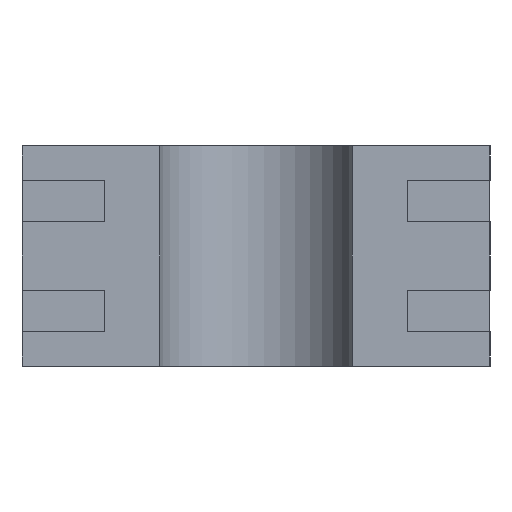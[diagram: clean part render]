
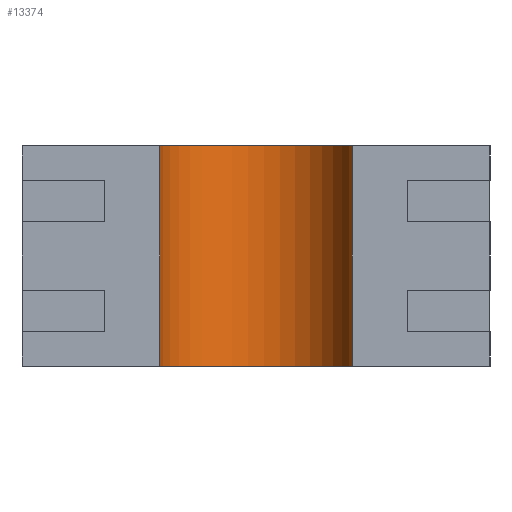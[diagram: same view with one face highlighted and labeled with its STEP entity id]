
A CAD part, left-side view. The second image highlights one B-rep face of the part: STEP entity #13374.
In plain terms, the highlighted cylindrical face has radius 0.354 mm (diameter 0.708 mm), a partial arc.
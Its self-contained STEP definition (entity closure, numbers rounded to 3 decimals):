
#6906 = PLANE('',#6907);
#6907 = AXIS2_PLACEMENT_3D('',#6908,#6909,#6910);
#6908 = CARTESIAN_POINT('',(0.,0.,0.01));
#6909 = DIRECTION('',(-0.,-0.,-1.));
#6910 = DIRECTION('',(-1.,0.,0.));
#6934 = PLANE('',#6935);
#6935 = AXIS2_PLACEMENT_3D('',#6936,#6937,#6938);
#6936 = CARTESIAN_POINT('',(-1.7,0.85,0.01));
#6937 = DIRECTION('',(1.,0.,0.));
#6938 = DIRECTION('',(0.,-1.,0.));
#7167 = PLANE('',#7168);
#7168 = AXIS2_PLACEMENT_3D('',#7169,#7170,#7171);
#7169 = CARTESIAN_POINT('',(-1.7,-0.85,0.01));
#7170 = DIRECTION('',(-1.,0.,0.));
#7171 = DIRECTION('',(0.,1.,0.));
#9711 = PLANE('',#9712);
#9712 = AXIS2_PLACEMENT_3D('',#9713,#9714,#9715);
#9713 = CARTESIAN_POINT('',(0.,0.,0.81));
#9714 = DIRECTION('',(-0.,-0.,-1.));
#9715 = DIRECTION('',(-1.,0.,0.));
#10318 = VERTEX_POINT('',#10319);
#10319 = CARTESIAN_POINT('',(-1.7,-0.35,0.01));
#10340 = EDGE_CURVE('',#10318,#10341,#10343,.T.);
#10341 = VERTEX_POINT('',#10342);
#10342 = CARTESIAN_POINT('',(-1.7,0.35,0.01));
#10343 = SURFACE_CURVE('',#10344,(#10349,#10360),.PCURVE_S1.);
#10344 = CIRCLE('',#10345,0.354);
#10345 = AXIS2_PLACEMENT_3D('',#10346,#10347,#10348);
#10346 = CARTESIAN_POINT('',(-1.754,0.,0.01));
#10347 = DIRECTION('',(0.,0.,1.));
#10348 = DIRECTION('',(1.,0.,0.));
#10349 = PCURVE('',#6906,#10350);
#10350 = DEFINITIONAL_REPRESENTATION('',(#10351),#10359);
#10351 = ( BOUNDED_CURVE() B_SPLINE_CURVE(2,(#10352,#10353,#10354,#10355
    ,#10356,#10357,#10358),.UNSPECIFIED.,.T.,.F.) 
B_SPLINE_CURVE_WITH_KNOTS((1,2,2,2,2,1),(-2.094,0.,
    2.094,4.189,6.283,8.378),
.UNSPECIFIED.) CURVE() GEOMETRIC_REPRESENTATION_ITEM() 
RATIONAL_B_SPLINE_CURVE((1.,0.5,1.,0.5,1.,0.5,1.)) REPRESENTATION_ITEM(
  '') );
#10352 = CARTESIAN_POINT('',(1.4,0.));
#10353 = CARTESIAN_POINT('',(1.4,0.613));
#10354 = CARTESIAN_POINT('',(1.931,0.307));
#10355 = CARTESIAN_POINT('',(2.463,0.));
#10356 = CARTESIAN_POINT('',(1.931,-0.307));
#10357 = CARTESIAN_POINT('',(1.4,-0.613));
#10358 = CARTESIAN_POINT('',(1.4,0.));
#10359 = ( GEOMETRIC_REPRESENTATION_CONTEXT(2) 
PARAMETRIC_REPRESENTATION_CONTEXT() REPRESENTATION_CONTEXT('2D SPACE',''
  ) );
#10360 = PCURVE('',#10361,#10366);
#10361 = CYLINDRICAL_SURFACE('',#10362,0.354);
#10362 = AXIS2_PLACEMENT_3D('',#10363,#10364,#10365);
#10363 = CARTESIAN_POINT('',(-1.754,0.,0.01));
#10364 = DIRECTION('',(-0.,-0.,-1.));
#10365 = DIRECTION('',(1.,0.,0.));
#10366 = DEFINITIONAL_REPRESENTATION('',(#10367),#10371);
#10367 = LINE('',#10368,#10369);
#10368 = CARTESIAN_POINT('',(6.283,0.));
#10369 = VECTOR('',#10370,1.);
#10370 = DIRECTION('',(-1.,0.));
#10371 = ( GEOMETRIC_REPRESENTATION_CONTEXT(2) 
PARAMETRIC_REPRESENTATION_CONTEXT() REPRESENTATION_CONTEXT('2D SPACE',''
  ) );
#10676 = VERTEX_POINT('',#10677);
#10677 = CARTESIAN_POINT('',(-1.7,0.35,0.81));
#10698 = EDGE_CURVE('',#10341,#10676,#10699,.T.);
#10699 = SURFACE_CURVE('',#10700,(#10704,#10711),.PCURVE_S1.);
#10700 = LINE('',#10701,#10702);
#10701 = CARTESIAN_POINT('',(-1.7,0.35,0.01));
#10702 = VECTOR('',#10703,1.);
#10703 = DIRECTION('',(0.,0.,1.));
#10704 = PCURVE('',#6934,#10705);
#10705 = DEFINITIONAL_REPRESENTATION('',(#10706),#10710);
#10706 = LINE('',#10707,#10708);
#10707 = CARTESIAN_POINT('',(0.5,0.));
#10708 = VECTOR('',#10709,1.);
#10709 = DIRECTION('',(0.,-1.));
#10710 = ( GEOMETRIC_REPRESENTATION_CONTEXT(2) 
PARAMETRIC_REPRESENTATION_CONTEXT() REPRESENTATION_CONTEXT('2D SPACE',''
  ) );
#10711 = PCURVE('',#10361,#10712);
#10712 = DEFINITIONAL_REPRESENTATION('',(#10713),#10717);
#10713 = LINE('',#10714,#10715);
#10714 = CARTESIAN_POINT('',(-1.417,0.));
#10715 = VECTOR('',#10716,1.);
#10716 = DIRECTION('',(-0.,-1.));
#10717 = ( GEOMETRIC_REPRESENTATION_CONTEXT(2) 
PARAMETRIC_REPRESENTATION_CONTEXT() REPRESENTATION_CONTEXT('2D SPACE',''
  ) );
#10764 = VERTEX_POINT('',#10765);
#10765 = CARTESIAN_POINT('',(-1.7,-0.35,0.81));
#10786 = EDGE_CURVE('',#10318,#10764,#10787,.T.);
#10787 = SURFACE_CURVE('',#10788,(#10792,#10799),.PCURVE_S1.);
#10788 = LINE('',#10789,#10790);
#10789 = CARTESIAN_POINT('',(-1.7,-0.35,0.01));
#10790 = VECTOR('',#10791,1.);
#10791 = DIRECTION('',(0.,0.,1.));
#10792 = PCURVE('',#7167,#10793);
#10793 = DEFINITIONAL_REPRESENTATION('',(#10794),#10798);
#10794 = LINE('',#10795,#10796);
#10795 = CARTESIAN_POINT('',(0.5,0.));
#10796 = VECTOR('',#10797,1.);
#10797 = DIRECTION('',(0.,-1.));
#10798 = ( GEOMETRIC_REPRESENTATION_CONTEXT(2) 
PARAMETRIC_REPRESENTATION_CONTEXT() REPRESENTATION_CONTEXT('2D SPACE',''
  ) );
#10799 = PCURVE('',#10361,#10800);
#10800 = DEFINITIONAL_REPRESENTATION('',(#10801),#10805);
#10801 = LINE('',#10802,#10803);
#10802 = CARTESIAN_POINT('',(1.417,0.));
#10803 = VECTOR('',#10804,1.);
#10804 = DIRECTION('',(-0.,-1.));
#10805 = ( GEOMETRIC_REPRESENTATION_CONTEXT(2) 
PARAMETRIC_REPRESENTATION_CONTEXT() REPRESENTATION_CONTEXT('2D SPACE',''
  ) );
#13348 = EDGE_CURVE('',#10764,#10676,#13349,.T.);
#13349 = SURFACE_CURVE('',#13350,(#13355,#13366),.PCURVE_S1.);
#13350 = CIRCLE('',#13351,0.354);
#13351 = AXIS2_PLACEMENT_3D('',#13352,#13353,#13354);
#13352 = CARTESIAN_POINT('',(-1.754,0.,0.81));
#13353 = DIRECTION('',(0.,0.,1.));
#13354 = DIRECTION('',(1.,0.,0.));
#13355 = PCURVE('',#9711,#13356);
#13356 = DEFINITIONAL_REPRESENTATION('',(#13357),#13365);
#13357 = ( BOUNDED_CURVE() B_SPLINE_CURVE(2,(#13358,#13359,#13360,#13361
    ,#13362,#13363,#13364),.UNSPECIFIED.,.T.,.F.) 
B_SPLINE_CURVE_WITH_KNOTS((1,2,2,2,2,1),(-2.094,0.,
    2.094,4.189,6.283,8.378),
.UNSPECIFIED.) CURVE() GEOMETRIC_REPRESENTATION_ITEM() 
RATIONAL_B_SPLINE_CURVE((1.,0.5,1.,0.5,1.,0.5,1.)) REPRESENTATION_ITEM(
  '') );
#13358 = CARTESIAN_POINT('',(1.4,0.));
#13359 = CARTESIAN_POINT('',(1.4,0.613));
#13360 = CARTESIAN_POINT('',(1.931,0.307));
#13361 = CARTESIAN_POINT('',(2.463,0.));
#13362 = CARTESIAN_POINT('',(1.931,-0.307));
#13363 = CARTESIAN_POINT('',(1.4,-0.613));
#13364 = CARTESIAN_POINT('',(1.4,0.));
#13365 = ( GEOMETRIC_REPRESENTATION_CONTEXT(2) 
PARAMETRIC_REPRESENTATION_CONTEXT() REPRESENTATION_CONTEXT('2D SPACE',''
  ) );
#13366 = PCURVE('',#10361,#13367);
#13367 = DEFINITIONAL_REPRESENTATION('',(#13368),#13372);
#13368 = LINE('',#13369,#13370);
#13369 = CARTESIAN_POINT('',(6.283,-0.8));
#13370 = VECTOR('',#13371,1.);
#13371 = DIRECTION('',(-1.,0.));
#13372 = ( GEOMETRIC_REPRESENTATION_CONTEXT(2) 
PARAMETRIC_REPRESENTATION_CONTEXT() REPRESENTATION_CONTEXT('2D SPACE',''
  ) );
#13374 = ADVANCED_FACE('',(#13375),#10361,.F.);
#13375 = FACE_BOUND('',#13376,.F.);
#13376 = EDGE_LOOP('',(#13377,#13378,#13379,#13380));
#13377 = ORIENTED_EDGE('',*,*,#10340,.T.);
#13378 = ORIENTED_EDGE('',*,*,#10698,.T.);
#13379 = ORIENTED_EDGE('',*,*,#13348,.F.);
#13380 = ORIENTED_EDGE('',*,*,#10786,.F.);
